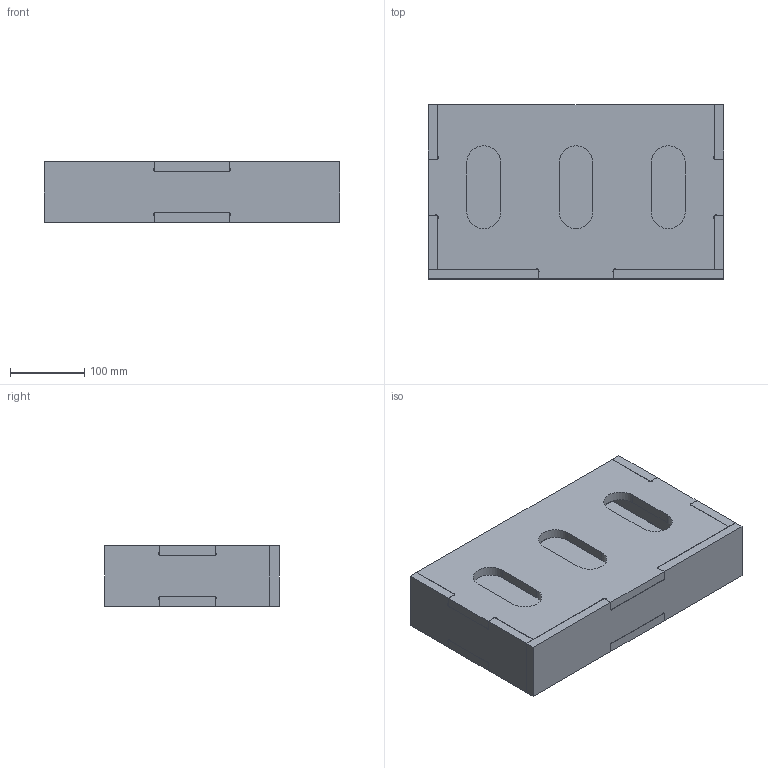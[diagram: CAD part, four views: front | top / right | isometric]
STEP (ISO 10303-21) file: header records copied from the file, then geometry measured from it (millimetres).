
FILE_DESCRIPTION(/* description */ (''),/* implementation_level */ '2;1');
FILE_NAME(/* name */ 'GloveBox v2.step',/* time_stamp */ '2021-01-30T18:53:40-05:00',/* author */ (''),/* organization */ (''),/* preprocessor_version */ 'ST-DEVELOPER v18.1',/* originating_system */ 'Autodesk Translation Framework v9.7.0.1280',/* authorisation */ '');
FILE_SCHEMA (('AUTOMOTIVE_DESIGN { 1 0 10303 214 3 1 1 }'));
Length unit declared in the file: inch
Products named in the file (5): GloveBox; Front; Bottom; Side; Back
Assembly tree (5 placements, depth 2):
  GloveBox
    Front
    Side  x2
    Bottom
    Back
Bounding box: 398.78 x 234.95 x 81.28 mm (x, y, z)
Volume: 2798925.9 mm3; surface area: 513325.3 mm2
Topology: 5 solids, 5 shells, 114 faces, 312 edges, 208 vertices
Faces by surface type: plane 84, cylinder 30
Entity records: 3211 total; most frequent: CARTESIAN_POINT 546, ORIENTED_EDGE 528, DIRECTION 528, EDGE_CURVE 264, LINE 212, VECTOR 212, VERTEX_POINT 176, AXIS2_PLACEMENT_3D 158
